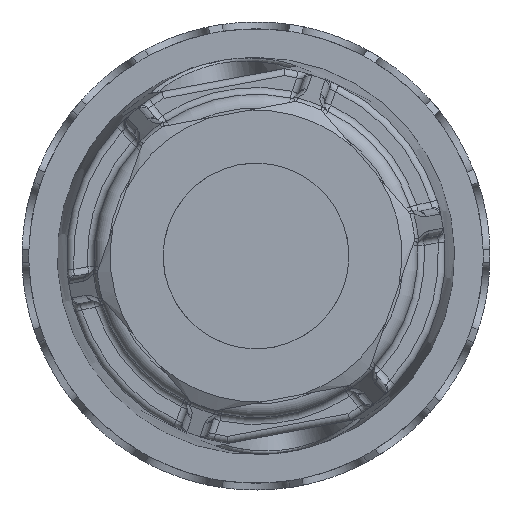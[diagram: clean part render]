
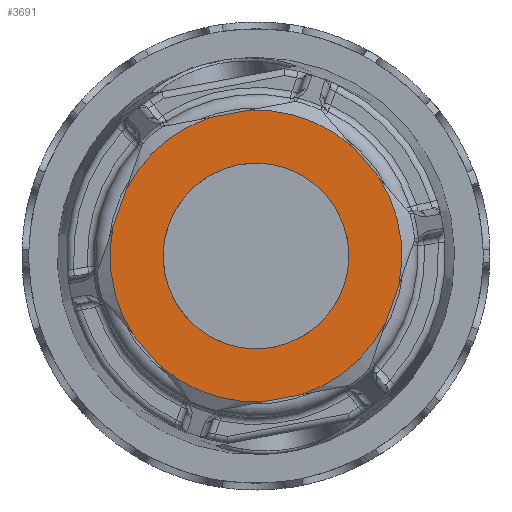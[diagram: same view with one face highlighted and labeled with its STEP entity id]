
A CAD part, front view. The second image highlights one B-rep face of the part: STEP entity #3691.
In plain terms, the highlighted planar face has unit normal (0, -1, 0).
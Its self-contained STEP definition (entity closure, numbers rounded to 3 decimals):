
#2433=PLANE('',#25285);
#3691=ADVANCED_FACE('',(#9123,#9124),#2433,.T.);
#6143=LINE('',#41801,#8249);
#6144=LINE('',#41802,#8250);
#6145=LINE('',#41803,#8251);
#6146=LINE('',#41804,#8252);
#6147=LINE('',#41805,#8253);
#6148=LINE('',#41806,#8254);
#8249=VECTOR('',#29578,1.);
#8250=VECTOR('',#29579,1.);
#8251=VECTOR('',#29580,1.);
#8252=VECTOR('',#29581,1.);
#8253=VECTOR('',#29582,1.);
#8254=VECTOR('',#29583,1.);
#9123=FACE_BOUND('',#10181,.T.);
#9124=FACE_BOUND('',#10182,.T.);
#10181=EDGE_LOOP('',(#15395));
#10182=EDGE_LOOP('',(#15396,#15397,#15398,#15399,#15400,#15401,#15402,#15403,
#15404,#15405,#15406,#15407));
#15395=ORIENTED_EDGE('',*,*,#22396,.F.);
#15396=ORIENTED_EDGE('',*,*,#22379,.T.);
#15397=ORIENTED_EDGE('',*,*,#22397,.T.);
#15398=ORIENTED_EDGE('',*,*,#22381,.T.);
#15399=ORIENTED_EDGE('',*,*,#22398,.T.);
#15400=ORIENTED_EDGE('',*,*,#22384,.T.);
#15401=ORIENTED_EDGE('',*,*,#22399,.T.);
#15402=ORIENTED_EDGE('',*,*,#22387,.T.);
#15403=ORIENTED_EDGE('',*,*,#22400,.T.);
#15404=ORIENTED_EDGE('',*,*,#22390,.T.);
#15405=ORIENTED_EDGE('',*,*,#22401,.T.);
#15406=ORIENTED_EDGE('',*,*,#22393,.T.);
#15407=ORIENTED_EDGE('',*,*,#22402,.T.);
#19235=VERTEX_POINT('',#41731);
#19236=VERTEX_POINT('',#41733);
#19237=VERTEX_POINT('',#41740);
#19238=VERTEX_POINT('',#41741);
#19239=VERTEX_POINT('',#41752);
#19240=VERTEX_POINT('',#41753);
#19241=VERTEX_POINT('',#41764);
#19242=VERTEX_POINT('',#41765);
#19243=VERTEX_POINT('',#41776);
#19244=VERTEX_POINT('',#41777);
#19245=VERTEX_POINT('',#41788);
#19246=VERTEX_POINT('',#41789);
#19247=VERTEX_POINT('',#41800);
#22379=EDGE_CURVE('',#19236,#19235,#23893,.T.);
#22381=EDGE_CURVE('',#19237,#19238,#23894,.T.);
#22384=EDGE_CURVE('',#19239,#19240,#23895,.T.);
#22387=EDGE_CURVE('',#19241,#19242,#23896,.T.);
#22390=EDGE_CURVE('',#19243,#19244,#23897,.T.);
#22393=EDGE_CURVE('',#19245,#19246,#23898,.T.);
#22396=EDGE_CURVE('',#19247,#19247,#23899,.T.);
#22397=EDGE_CURVE('',#19235,#19237,#6143,.T.);
#22398=EDGE_CURVE('',#19238,#19239,#6144,.T.);
#22399=EDGE_CURVE('',#19240,#19241,#6145,.T.);
#22400=EDGE_CURVE('',#19242,#19243,#6146,.T.);
#22401=EDGE_CURVE('',#19244,#19245,#6147,.T.);
#22402=EDGE_CURVE('',#19246,#19236,#6148,.T.);
#23893=CIRCLE('',#25272,10.6);
#23894=CIRCLE('',#25274,10.6);
#23895=CIRCLE('',#25276,10.6);
#23896=CIRCLE('',#25278,10.6);
#23897=CIRCLE('',#25280,10.6);
#23898=CIRCLE('',#25282,10.6);
#23899=CIRCLE('',#25284,6.75);
#25272=AXIS2_PLACEMENT_3D('',#41732,#29552,#29553);
#25274=AXIS2_PLACEMENT_3D('',#41739,#29556,#29557);
#25276=AXIS2_PLACEMENT_3D('',#41751,#29560,#29561);
#25278=AXIS2_PLACEMENT_3D('',#41763,#29564,#29565);
#25280=AXIS2_PLACEMENT_3D('',#41775,#29568,#29569);
#25282=AXIS2_PLACEMENT_3D('',#41787,#29572,#29573);
#25284=AXIS2_PLACEMENT_3D('',#41799,#29576,#29577);
#25285=AXIS2_PLACEMENT_3D('',#41807,#29584,#29585);
#29552=DIRECTION('',(0.,-1.,0.));
#29553=DIRECTION('',(0.331,0.,0.944));
#29556=DIRECTION('',(0.,-1.,0.));
#29557=DIRECTION('',(0.331,0.,0.944));
#29560=DIRECTION('',(0.,-1.,0.));
#29561=DIRECTION('',(0.331,0.,0.944));
#29564=DIRECTION('',(0.,-1.,0.));
#29565=DIRECTION('',(0.331,0.,0.944));
#29568=DIRECTION('',(0.,-1.,0.));
#29569=DIRECTION('',(0.331,0.,0.944));
#29572=DIRECTION('',(0.,-1.,0.));
#29573=DIRECTION('',(0.331,0.,0.944));
#29576=DIRECTION('',(0.,-1.,0.));
#29577=DIRECTION('',(0.331,0.,0.944));
#29578=DIRECTION('',(0.652,0.,-0.759));
#29579=DIRECTION('',(0.983,0.,0.185));
#29580=DIRECTION('',(0.331,0.,0.944));
#29581=DIRECTION('',(-0.652,0.,0.759));
#29582=DIRECTION('',(-0.983,0.,-0.185));
#29583=DIRECTION('',(-0.331,0.,-0.944));
#29584=DIRECTION('',(0.,-1.,0.));
#29585=DIRECTION('',(-0.331,0.,-0.944));
#41731=CARTESIAN_POINT('',(-13.64,-71.882,-5.507));
#41732=CARTESIAN_POINT('',(-4.729,-71.882,0.232));
#41733=CARTESIAN_POINT('',(-15.117,-71.882,2.34));
#41739=CARTESIAN_POINT('',(-4.729,-71.882,0.232));
#41740=CARTESIAN_POINT('',(-11.748,-71.882,-7.711));
#41741=CARTESIAN_POINT('',(-4.214,-71.882,-10.355));
#41751=CARTESIAN_POINT('',(-4.729,-71.882,0.232));
#41752=CARTESIAN_POINT('',(-1.359,-71.882,-9.818));
#41753=CARTESIAN_POINT('',(4.698,-71.882,-4.616));
#41763=CARTESIAN_POINT('',(-4.729,-71.882,0.232));
#41764=CARTESIAN_POINT('',(5.66,-71.882,-1.875));
#41765=CARTESIAN_POINT('',(4.183,-71.882,5.972));
#41775=CARTESIAN_POINT('',(-4.729,-71.882,0.232));
#41776=CARTESIAN_POINT('',(2.29,-71.882,8.176));
#41777=CARTESIAN_POINT('',(-5.243,-71.882,10.82));
#41787=CARTESIAN_POINT('',(-4.729,-71.882,0.232));
#41788=CARTESIAN_POINT('',(-8.098,-71.882,10.283));
#41789=CARTESIAN_POINT('',(-14.155,-71.882,5.081));
#41799=CARTESIAN_POINT('',(-4.729,-71.882,0.232));
#41800=CARTESIAN_POINT('',(-2.493,-71.882,6.601));
#41801=CARTESIAN_POINT('',(-16.644,-71.882,-2.01));
#41802=CARTESIAN_POINT('',(-8.744,-71.882,-11.208));
#41803=CARTESIAN_POINT('',(3.171,-71.882,-8.965));
#41804=CARTESIAN_POINT('',(7.187,-71.882,2.475));
#41805=CARTESIAN_POINT('',(-0.713,-71.882,11.673));
#41806=CARTESIAN_POINT('',(-12.628,-71.882,9.43));
#41807=CARTESIAN_POINT('',(5.273,-71.882,-3.278));
